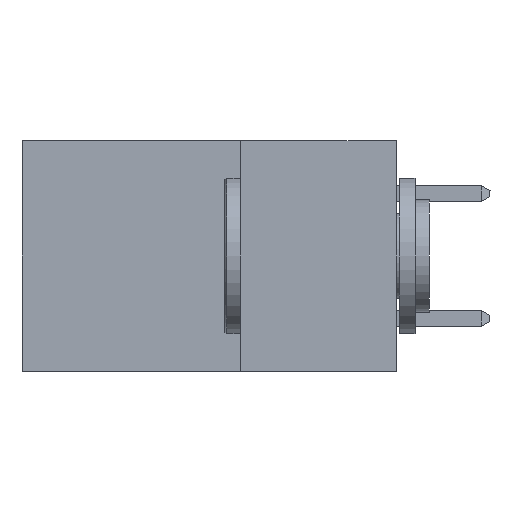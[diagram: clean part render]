
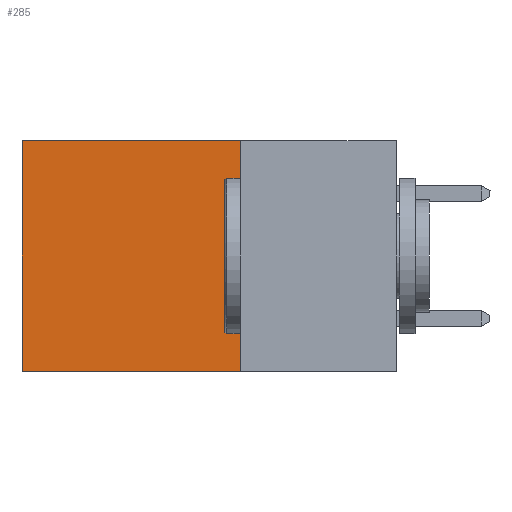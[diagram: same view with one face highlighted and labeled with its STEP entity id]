
A CAD part, left-side view. The second image highlights one B-rep face of the part: STEP entity #285.
In plain terms, the highlighted planar face has unit normal (-1, 0, 0).
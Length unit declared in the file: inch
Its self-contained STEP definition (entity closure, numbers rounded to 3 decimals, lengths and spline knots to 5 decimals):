
#285 = ADVANCED_FACE ( 'NONE', ( #6878 ), #16256, .F. ) ;
#342 = VERTEX_POINT ( 'NONE', #4626 ) ;
#1075 = CARTESIAN_POINT ( 'NONE',  ( 0.298, 0.25, 0. ) ) ;
#1226 = VECTOR ( 'NONE', #6658, 39.37008 ) ;
#1631 = EDGE_CURVE ( 'NONE', #7909, #16925, #2145, .T. ) ;
#2145 = LINE ( 'NONE', #15948, #16846 ) ;
#3974 = CARTESIAN_POINT ( 'NONE',  ( 0.298, 0.6, -0.37 ) ) ;
#4066 = ORIENTED_EDGE ( 'NONE', *, *, #1631, .F. ) ;
#4588 = ORIENTED_EDGE ( 'NONE', *, *, #6340, .F. ) ;
#4626 = CARTESIAN_POINT ( 'NONE',  ( 0.298, 0.6, 0. ) ) ;
#5347 = CARTESIAN_POINT ( 'NONE',  ( 0.298, 0.25, 0. ) ) ;
#5839 = LINE ( 'NONE', #6284, #12994 ) ;
#6284 = CARTESIAN_POINT ( 'NONE',  ( 0.298, 0.25, -0.37 ) ) ;
#6340 = EDGE_CURVE ( 'NONE', #16925, #15279, #5839, .T. ) ;
#6479 = ORIENTED_EDGE ( 'NONE', *, *, #11213, .T. ) ;
#6658 = DIRECTION ( 'NONE',  ( 0., 1., 0. ) ) ;
#6878 = FACE_OUTER_BOUND ( 'NONE', #7345, .T. ) ;
#7345 = EDGE_LOOP ( 'NONE', ( #12413, #4588, #4066, #6479 ) ) ;
#7909 = VERTEX_POINT ( 'NONE', #5347 ) ;
#8372 = VECTOR ( 'NONE', #9452, 39.37008 ) ;
#9277 = AXIS2_PLACEMENT_3D ( 'NONE', #1075, #13122, #15123 ) ;
#9452 = DIRECTION ( 'NONE',  ( 0., 0., -1. ) ) ;
#11209 = EDGE_CURVE ( 'NONE', #342, #15279, #16572, .T. ) ;
#11213 = EDGE_CURVE ( 'NONE', #7909, #342, #15527, .T. ) ;
#11992 = DIRECTION ( 'NONE',  ( 0., 0., -1. ) ) ;
#12413 = ORIENTED_EDGE ( 'NONE', *, *, #11209, .T. ) ;
#12994 = VECTOR ( 'NONE', #17061, 39.37008 ) ;
#13122 = DIRECTION ( 'NONE',  ( 1., 0., 0. ) ) ;
#15123 = DIRECTION ( 'NONE',  ( 0., 0., -1. ) ) ;
#15231 = CARTESIAN_POINT ( 'NONE',  ( 0.298, 0.25, 0. ) ) ;
#15279 = VERTEX_POINT ( 'NONE', #3974 ) ;
#15352 = CARTESIAN_POINT ( 'NONE',  ( 0.298, 0.25, -0.37 ) ) ;
#15527 = LINE ( 'NONE', #15231, #1226 ) ;
#15948 = CARTESIAN_POINT ( 'NONE',  ( 0.298, 0.25, 0. ) ) ;
#16256 = PLANE ( 'NONE',  #9277 ) ;
#16572 = LINE ( 'NONE', #17930, #8372 ) ;
#16846 = VECTOR ( 'NONE', #11992, 39.37008 ) ;
#16925 = VERTEX_POINT ( 'NONE', #15352 ) ;
#17061 = DIRECTION ( 'NONE',  ( 0., 1., 0. ) ) ;
#17930 = CARTESIAN_POINT ( 'NONE',  ( 0.298, 0.6, 0. ) ) ;
